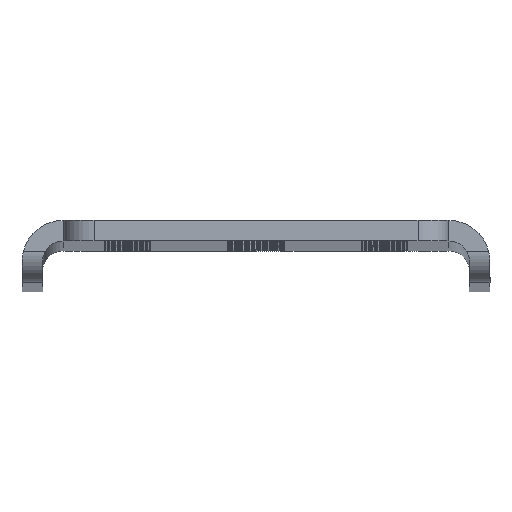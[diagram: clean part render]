
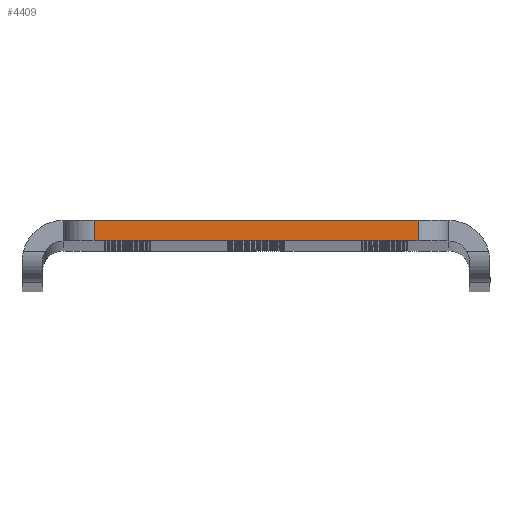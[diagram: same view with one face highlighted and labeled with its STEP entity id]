
A CAD part, top view. The second image highlights one B-rep face of the part: STEP entity #4409.
In plain terms, the highlighted planar face has unit normal (0, 0, 1).
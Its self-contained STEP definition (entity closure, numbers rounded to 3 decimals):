
#611 = LINE ( 'NONE', #10864, #8797 ) ;
#848 = CARTESIAN_POINT ( 'NONE',  ( -31.5, 0., 580.5 ) ) ;
#1087 = VERTEX_POINT ( 'NONE', #9204 ) ;
#1364 = EDGE_LOOP ( 'NONE', ( #4266, #1748, #3853, #10841 ) ) ;
#1748 = ORIENTED_EDGE ( 'NONE', *, *, #8265, .T. ) ;
#1987 = EDGE_CURVE ( 'NONE', #7836, #1087, #611, .T. ) ;
#3597 = VERTEX_POINT ( 'NONE', #848 ) ;
#3671 = DIRECTION ( 'NONE',  ( 1., 0., 0. ) ) ;
#3853 = ORIENTED_EDGE ( 'NONE', *, *, #1987, .T. ) ;
#4266 = ORIENTED_EDGE ( 'NONE', *, *, #6372, .F. ) ;
#4409 = ADVANCED_FACE ( 'NONE', ( #7858 ), #7725, .T. ) ;
#6372 = EDGE_CURVE ( 'NONE', #3597, #7930, #8981, .T. ) ;
#7725 = PLANE ( 'NONE',  #9896 ) ;
#7836 = VERTEX_POINT ( 'NONE', #9132 ) ;
#7858 = FACE_OUTER_BOUND ( 'NONE', #1364, .T. ) ;
#7872 = DIRECTION ( 'NONE',  ( 1., 0., 0. ) ) ;
#7930 = VERTEX_POINT ( 'NONE', #12717 ) ;
#7932 = CARTESIAN_POINT ( 'NONE',  ( 45.5, -4., 580.5 ) ) ;
#8129 = EDGE_CURVE ( 'NONE', #1087, #7930, #11017, .T. ) ;
#8265 = EDGE_CURVE ( 'NONE', #3597, #7836, #8266, .T. ) ;
#8266 = LINE ( 'NONE', #8398, #8393 ) ;
#8393 = VECTOR ( 'NONE', #12420, 1000. ) ;
#8398 = CARTESIAN_POINT ( 'NONE',  ( -31.5, -4., 580.5 ) ) ;
#8797 = VECTOR ( 'NONE', #12983, 1000. ) ;
#8981 = LINE ( 'NONE', #10943, #9607 ) ;
#9132 = CARTESIAN_POINT ( 'NONE',  ( -31.5, -4., 580.5 ) ) ;
#9204 = CARTESIAN_POINT ( 'NONE',  ( 31.5, -4., 580.5 ) ) ;
#9607 = VECTOR ( 'NONE', #7872, 1000. ) ;
#9856 = DIRECTION ( 'NONE',  ( 0., 1., 0. ) ) ;
#9896 = AXIS2_PLACEMENT_3D ( 'NONE', #7932, #10051, #3671 ) ;
#10051 = DIRECTION ( 'NONE',  ( 0., 0., 1. ) ) ;
#10841 = ORIENTED_EDGE ( 'NONE', *, *, #8129, .T. ) ;
#10864 = CARTESIAN_POINT ( 'NONE',  ( 45.5, -4., 580.5 ) ) ;
#10943 = CARTESIAN_POINT ( 'NONE',  ( 45.5, 0., 580.5 ) ) ;
#11017 = LINE ( 'NONE', #11834, #12522 ) ;
#11834 = CARTESIAN_POINT ( 'NONE',  ( 31.5, 0., 580.5 ) ) ;
#12420 = DIRECTION ( 'NONE',  ( 0., -1., 0. ) ) ;
#12522 = VECTOR ( 'NONE', #9856, 1000. ) ;
#12717 = CARTESIAN_POINT ( 'NONE',  ( 31.5, 0., 580.5 ) ) ;
#12983 = DIRECTION ( 'NONE',  ( 1., 0., 0. ) ) ;
